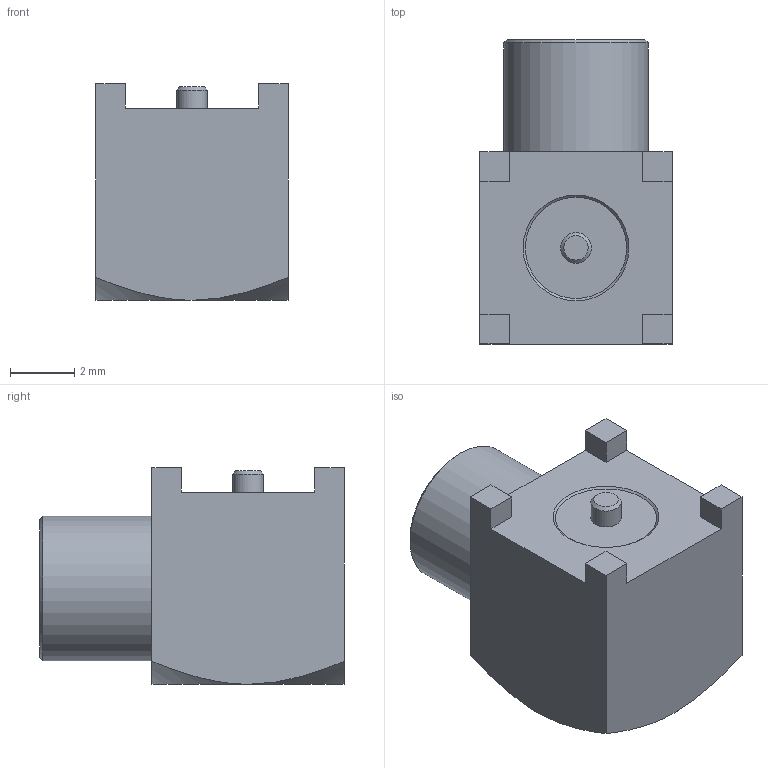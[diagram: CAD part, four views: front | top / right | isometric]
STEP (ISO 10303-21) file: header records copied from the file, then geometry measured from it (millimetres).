
FILE_DESCRIPTION(/* description */ ('STEP AP214'),/* implementation_level */ '2;1');
FILE_NAME(/* name */ 'MCX-J-P-H-RA-SM1',/* time_stamp */ '2024-11-26T16:49:36+01:00',/* author */ ('License CC BY-ND 4.0'),/* organization */ ('CADENAS'),/* preprocessor_version */ 'ST-DEVELOPER v19.3',/* originating_system */ 'PARTsolutions',/* authorisation */ ' ');
FILE_SCHEMA (('AUTOMOTIVE_DESIGN {1 0 10303 214 3 1 1}'));
Length unit declared in the file: millimetre
Products named in the file (4): MCX-J-P-H-RA-SM1; MCX-J-P-H-RA-SM1_s; MCX-J-P-H-RA-SM1_i; MCX-J-P-H-RA-SM1_p
Assembly tree (3 placements, depth 2):
  MCX-J-P-H-RA-SM1
    MCX-J-P-H-RA-SM1_s
    MCX-J-P-H-RA-SM1_i
    MCX-J-P-H-RA-SM1_p
Bounding box: 6 x 9.5 x 6.76 mm (x, y, z)
Volume: 220.4 mm3; surface area: 481.2 mm2
Topology: 3 solids, 3 shells, 73 faces, 164 edges, 103 vertices
Faces by surface type: plane 42, cylinder 16, cone 14, torus 1
Full cylindrical faces by diameter (mm): 0.57 x1, 0.96 x4, 1.88 x1, 2.7 x1, 2.75 x1, 3 x1, 3.1 x2, 3.16 x1, 3.45 x1, 3.68 x1, 4.5 x1
Entity records: 1969 total; most frequent: DIRECTION 339, CARTESIAN_POINT 335, ORIENTED_EDGE 268, AXIS2_PLACEMENT_3D 137, EDGE_CURVE 134, FACE_BOUND 107, EDGE_LOOP 106, VERTEX_POINT 97
